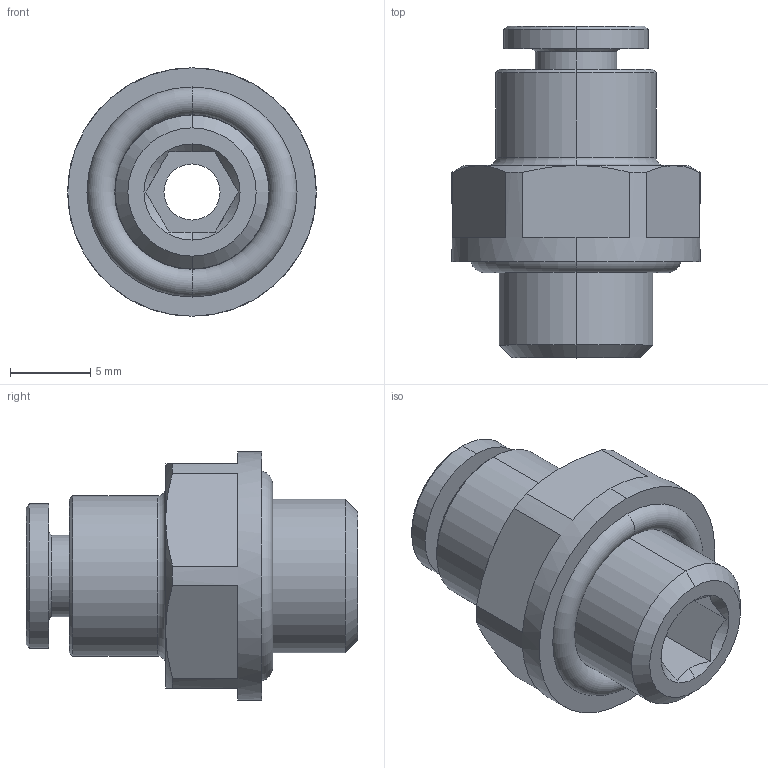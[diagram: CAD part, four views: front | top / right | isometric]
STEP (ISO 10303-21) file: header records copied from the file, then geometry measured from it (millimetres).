
FILE_DESCRIPTION (( 'STEP AP203' ), '1' );
FILE_NAME ('B0020011.STEP', '2012-08-21T12:17:15', ( '' ), ( 'sopra-pneumatic' ), 'SwSTEP 2.0', 'SolidWorks 2011', '' );
FILE_SCHEMA (( 'CONFIG_CONTROL_DESIGN' ));
Length unit declared in the file: millimetre
Products named in the file (1): B0020011
Bounding box: 15.5 x 20.7 x 15.5 mm (x, y, z)
Volume: 1759.9 mm3; surface area: 1432 mm2
Topology: 1 solids, 1 shells, 63 faces, 146 edges, 92 vertices
Faces by surface type: plane 27, cone 18, cylinder 14, torus 4
Entity records: 1963 total; most frequent: CARTESIAN_POINT 422, DIRECTION 324, ORIENTED_EDGE 292, EDGE_CURVE 146, AXIS2_PLACEMENT_3D 134, VERTEX_POINT 92, EDGE_LOOP 72, CIRCLE 70
